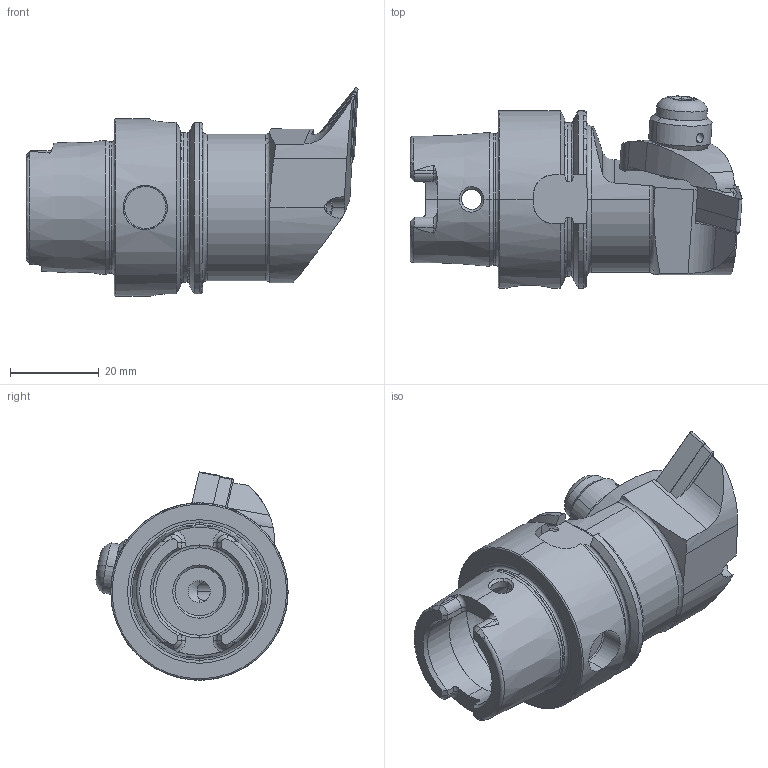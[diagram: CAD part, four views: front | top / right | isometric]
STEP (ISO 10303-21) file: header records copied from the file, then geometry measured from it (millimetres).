
FILE_DESCRIPTION (( 'STEP AP203' ), '1' );
FILE_NAME ('HA4-KVD.LUA.055.STEP', '2013-10-25T07:16:15', ( 'baer' ), ( 'Hewlett-Packard Company' ), 'SwSTEP 2.0', 'SolidWorks 2012', '' );
FILE_SCHEMA (( 'CONFIG_CONTROL_DESIGN' ));
Length unit declared in the file: millimetre
Products named in the file (11): HA4-KVD.LUA.055; ISO 13337 - 3 x 12_PreviewCfg; WCC-ER4.103.032_A; WCC-ER5.102.005_A; WCC-ER5.102.012_B; KVT_MB_600_050; WCC-ER3.102.024_C; VNMG160404; WCC-ER2.001.010_A; WVD-ER2.101.003_A; HA4-KVD.LUA.055_B_Fertigbearbeitung
Assembly tree (10 placements, depth 2):
  HA4-KVD.LUA.055
    HA4-KVD.LUA.055_B_Fertigbearbeitung
    WVD-ER2.101.003_A
    WCC-ER2.001.010_A
    VNMG160404
    WCC-ER3.102.024_C
    KVT_MB_600_050
    WCC-ER5.102.012_B
    WCC-ER5.102.005_A
    WCC-ER4.103.032_A
    ISO 13337 - 3 x 12_PreviewCfg
Bounding box: 74.9 x 43.32 x 47 mm (x, y, z)
Volume: 47492.5 mm3; surface area: 18953.4 mm2
Topology: 11 solids, 11 shells, 467 faces, 1165 edges, 711 vertices
Faces by surface type: cylinder 154, plane 126, cone 106, torus 63, bspline 16, sphere 2
Entity records: 17044 total; most frequent: CARTESIAN_POINT 5071, ORIENTED_EDGE 2296, DIRECTION 2263, EDGE_CURVE 1148, AXIS2_PLACEMENT_3D 909, VERTEX_POINT 708, EDGE_LOOP 496, FACE_OUTER_BOUND 467
